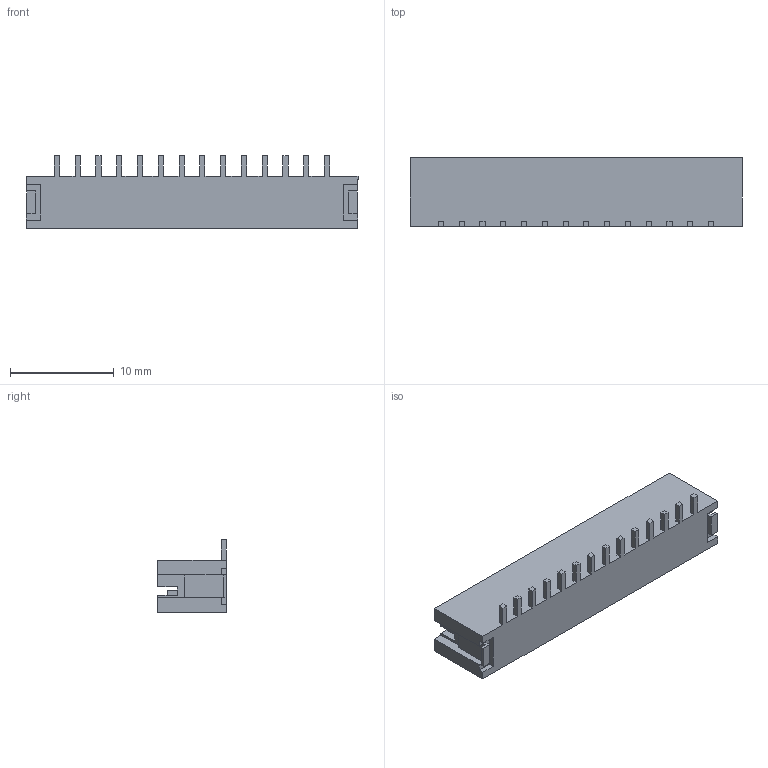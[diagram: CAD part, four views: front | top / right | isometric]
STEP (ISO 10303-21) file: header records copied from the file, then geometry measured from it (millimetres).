
FILE_DESCRIPTION (( 'STEP AP214' ), '1' );
FILE_NAME ('B14B-PH-SM4.STEP', '2010-06-14T04:31:57', ( ' ' ), ( ' ' ), 'SwSTEP 2.0', 'SolidWorks 2005235', '' );
FILE_SCHEMA (( 'AUTOMOTIVE_DESIGN' ));
Length unit declared in the file: millimetre
Products named in the file (1): B14B-PH-SM4
Bounding box: 31.95 x 6.6 x 7 mm (x, y, z)
Volume: 503.1 mm3; surface area: 1087.9 mm2
Topology: 1 solids, 1 shells, 184 faces, 498 edges, 330 vertices
Faces by surface type: plane 184
Entity records: 7701 total; most frequent: CARTESIAN_POINT 1013, ORIENTED_EDGE 996, DIRECTION 868, EDGE_CURVE 498, VECTOR 498, LINE 498, VERTEX_POINT 330, EDGE_LOOP 198
